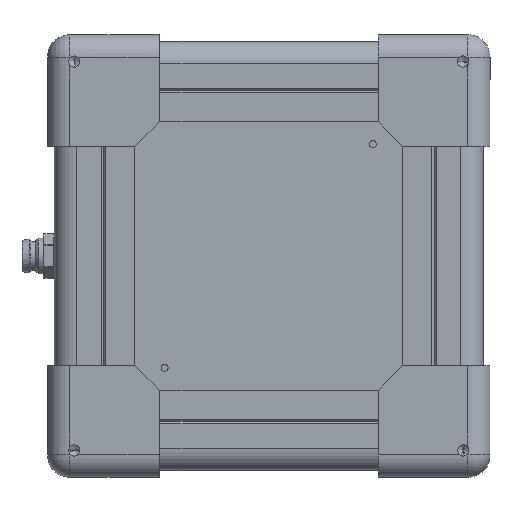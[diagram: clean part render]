
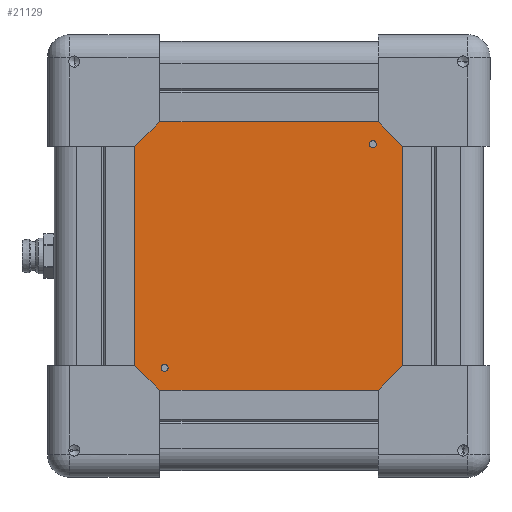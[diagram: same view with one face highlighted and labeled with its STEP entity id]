
A CAD part, front view. The second image highlights one B-rep face of the part: STEP entity #21129.
In plain terms, the highlighted planar face has unit normal (0, -1, 0).
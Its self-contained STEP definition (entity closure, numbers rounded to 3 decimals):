
#292 = FACE_BOUND ( 'NONE', #2638, .T. ) ;
#832 = ORIENTED_EDGE ( 'NONE', *, *, #11710, .F. ) ;
#891 = DIRECTION ( 'NONE',  ( 0., 0., 1. ) ) ;
#1152 = ORIENTED_EDGE ( 'NONE', *, *, #5021, .T. ) ;
#1436 = CARTESIAN_POINT ( 'NONE',  ( 63.8, 0., -15.5 ) ) ;
#2241 = LINE ( 'NONE', #5095, #36542 ) ;
#2638 = EDGE_LOOP ( 'NONE', ( #30338, #1152 ) ) ;
#2809 = CARTESIAN_POINT ( 'NONE',  ( 17.2, 0., -66.3 ) ) ;
#3104 = CIRCLE ( 'NONE', #22455, 0.8 ) ;
#3253 = DIRECTION ( 'NONE',  ( 0., 1., 0. ) ) ;
#4569 = VERTEX_POINT ( 'NONE', #38599 ) ;
#5021 = EDGE_CURVE ( 'NONE', #8772, #11808, #21925, .T. ) ;
#5095 = CARTESIAN_POINT ( 'NONE',  ( 0., 0., 0. ) ) ;
#5362 = DIRECTION ( 'NONE',  ( -1., 0., 0. ) ) ;
#6609 = EDGE_LOOP ( 'NONE', ( #33738, #13332 ) ) ;
#6683 = CARTESIAN_POINT ( 'NONE',  ( 0., 0., -81. ) ) ;
#7269 = FACE_BOUND ( 'NONE', #6609, .T. ) ;
#7932 = DIRECTION ( 'NONE',  ( 0., 1., 0. ) ) ;
#8072 = DIRECTION ( 'NONE',  ( 0., 0., -1. ) ) ;
#8255 = EDGE_CURVE ( 'NONE', #11808, #8772, #9025, .T. ) ;
#8579 = DIRECTION ( 'NONE',  ( 1., 0., 0. ) ) ;
#8772 = VERTEX_POINT ( 'NONE', #2809 ) ;
#9025 = CIRCLE ( 'NONE', #31645, 0.8 ) ;
#9441 = DIRECTION ( 'NONE',  ( 0., 0., -1. ) ) ;
#10287 = ORIENTED_EDGE ( 'NONE', *, *, #29514, .F. ) ;
#11027 = ORIENTED_EDGE ( 'NONE', *, *, #20369, .F. ) ;
#11095 = LINE ( 'NONE', #14088, #25230 ) ;
#11710 = EDGE_CURVE ( 'NONE', #14904, #29630, #15096, .T. ) ;
#11808 = VERTEX_POINT ( 'NONE', #32430 ) ;
#12284 = CARTESIAN_POINT ( 'NONE',  ( 17.2, 0., -65.5 ) ) ;
#12339 = PLANE ( 'NONE',  #16681 ) ;
#12807 = DIRECTION ( 'NONE',  ( 0., 1., 0. ) ) ;
#13041 = VECTOR ( 'NONE', #5362, 1000. ) ;
#13332 = ORIENTED_EDGE ( 'NONE', *, *, #23332, .T. ) ;
#13861 = EDGE_CURVE ( 'NONE', #4569, #28024, #3104, .T. ) ;
#14088 = CARTESIAN_POINT ( 'NONE',  ( 81., 0., 0. ) ) ;
#14267 = FACE_OUTER_BOUND ( 'NONE', #36801, .T. ) ;
#14710 = EDGE_CURVE ( 'NONE', #29630, #18780, #2241, .T. ) ;
#14904 = VERTEX_POINT ( 'NONE', #24749 ) ;
#15096 = LINE ( 'NONE', #23310, #35861 ) ;
#15277 = CIRCLE ( 'NONE', #38479, 0.8 ) ;
#16335 = CARTESIAN_POINT ( 'NONE',  ( 0., 0., -81. ) ) ;
#16681 = AXIS2_PLACEMENT_3D ( 'NONE', #6683, #36302, #9441 ) ;
#18780 = VERTEX_POINT ( 'NONE', #23287 ) ;
#18812 = CARTESIAN_POINT ( 'NONE',  ( 63.8, 0., -15.5 ) ) ;
#20369 = EDGE_CURVE ( 'NONE', #18780, #36132, #11095, .T. ) ;
#21129 = ADVANCED_FACE ( 'NONE', ( #7269, #292, #14267 ), #12339, .T. ) ;
#21925 = CIRCLE ( 'NONE', #23728, 0.8 ) ;
#22455 = AXIS2_PLACEMENT_3D ( 'NONE', #18812, #12807, #891 ) ;
#23287 = CARTESIAN_POINT ( 'NONE',  ( 81., 0., 0. ) ) ;
#23310 = CARTESIAN_POINT ( 'NONE',  ( 0., 0., 0. ) ) ;
#23332 = EDGE_CURVE ( 'NONE', #28024, #4569, #15277, .T. ) ;
#23728 = AXIS2_PLACEMENT_3D ( 'NONE', #29380, #7932, #29013 ) ;
#24709 = CARTESIAN_POINT ( 'NONE',  ( 81., 0., -81. ) ) ;
#24749 = CARTESIAN_POINT ( 'NONE',  ( 0., 0., -81. ) ) ;
#25230 = VECTOR ( 'NONE', #8072, 1000. ) ;
#25458 = DIRECTION ( 'NONE',  ( 0., 1., 0. ) ) ;
#27152 = DIRECTION ( 'NONE',  ( 0., 0., 1. ) ) ;
#28024 = VERTEX_POINT ( 'NONE', #31624 ) ;
#29013 = DIRECTION ( 'NONE',  ( 0., 0., 1. ) ) ;
#29380 = CARTESIAN_POINT ( 'NONE',  ( 17.2, 0., -65.5 ) ) ;
#29514 = EDGE_CURVE ( 'NONE', #36132, #14904, #37054, .T. ) ;
#29630 = VERTEX_POINT ( 'NONE', #38866 ) ;
#30338 = ORIENTED_EDGE ( 'NONE', *, *, #8255, .T. ) ;
#31624 = CARTESIAN_POINT ( 'NONE',  ( 63.8, 0., -16.3 ) ) ;
#31630 = DIRECTION ( 'NONE',  ( 0., 0., 1. ) ) ;
#31645 = AXIS2_PLACEMENT_3D ( 'NONE', #12284, #3253, #27152 ) ;
#32171 = DIRECTION ( 'NONE',  ( 0., 0., 1. ) ) ;
#32430 = CARTESIAN_POINT ( 'NONE',  ( 17.2, 0., -64.7 ) ) ;
#33738 = ORIENTED_EDGE ( 'NONE', *, *, #13861, .T. ) ;
#34923 = ORIENTED_EDGE ( 'NONE', *, *, #14710, .F. ) ;
#35861 = VECTOR ( 'NONE', #32171, 1000. ) ;
#36132 = VERTEX_POINT ( 'NONE', #24709 ) ;
#36302 = DIRECTION ( 'NONE',  ( 0., -1., 0. ) ) ;
#36542 = VECTOR ( 'NONE', #8579, 1000. ) ;
#36801 = EDGE_LOOP ( 'NONE', ( #832, #10287, #11027, #34923 ) ) ;
#37054 = LINE ( 'NONE', #16335, #13041 ) ;
#38479 = AXIS2_PLACEMENT_3D ( 'NONE', #1436, #25458, #31630 ) ;
#38599 = CARTESIAN_POINT ( 'NONE',  ( 63.8, 0., -14.7 ) ) ;
#38866 = CARTESIAN_POINT ( 'NONE',  ( 0., 0., 0. ) ) ;
